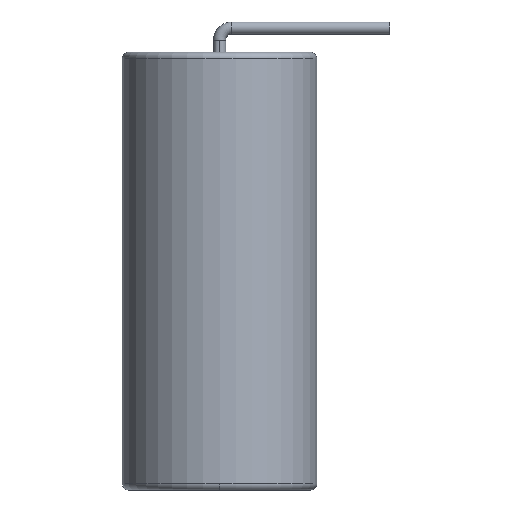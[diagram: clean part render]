
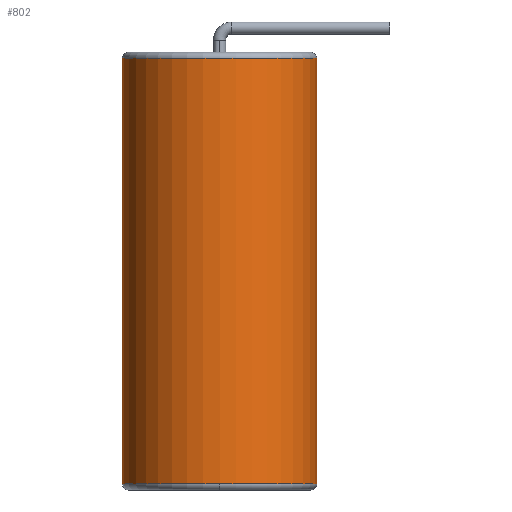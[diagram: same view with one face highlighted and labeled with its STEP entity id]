
A CAD part, left-side view. The second image highlights one B-rep face of the part: STEP entity #802.
In plain terms, the highlighted cylindrical face has radius 4 mm (diameter 8 mm), a partial arc.
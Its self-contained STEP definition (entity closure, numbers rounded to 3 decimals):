
#38 = DIRECTION ( 'NONE',  ( 0., 0., 1. ) ) ;
#42 = DIRECTION ( 'NONE',  ( -1., 0., 0. ) ) ;
#48 = EDGE_CURVE ( 'NONE', #519, #546, #1247, .T. ) ;
#84 = ORIENTED_EDGE ( 'NONE', *, *, #48, .T. ) ;
#94 = VERTEX_POINT ( 'NONE', #1091 ) ;
#137 = VECTOR ( 'NONE', #663, 1000. ) ;
#151 = FACE_OUTER_BOUND ( 'NONE', #638, .T. ) ;
#180 = ORIENTED_EDGE ( 'NONE', *, *, #657, .T. ) ;
#185 = AXIS2_PLACEMENT_3D ( 'NONE', #380, #760, #1143 ) ;
#192 = ORIENTED_EDGE ( 'NONE', *, *, #230, .T. ) ;
#203 = CARTESIAN_POINT ( 'NONE',  ( 3.696, 2.469, -0.5 ) ) ;
#230 = EDGE_CURVE ( 'NONE', #94, #519, #1144, .T. ) ;
#266 = CARTESIAN_POINT ( 'NONE',  ( 0., 4., -0.5 ) ) ;
#286 = CARTESIAN_POINT ( 'NONE',  ( 3.696, 5.531, -0.5 ) ) ;
#325 = CIRCLE ( 'NONE', #1021, 4. ) ;
#367 = DIRECTION ( 'NONE',  ( 1., 0., 0. ) ) ;
#368 = VERTEX_POINT ( 'NONE', #1114 ) ;
#380 = CARTESIAN_POINT ( 'NONE',  ( 0., 4., -1.25 ) ) ;
#431 = DIRECTION ( 'NONE',  ( -1., 0., 0. ) ) ;
#519 = VERTEX_POINT ( 'NONE', #956 ) ;
#524 = CARTESIAN_POINT ( 'NONE',  ( 0., 4., -18.75 ) ) ;
#532 = EDGE_CURVE ( 'NONE', #368, #796, #1062, .T. ) ;
#546 = VERTEX_POINT ( 'NONE', #968 ) ;
#550 = AXIS2_PLACEMENT_3D ( 'NONE', #266, #746, #367 ) ;
#595 = DIRECTION ( 'NONE',  ( 0., 0., 1. ) ) ;
#632 = CYLINDRICAL_SURFACE ( 'NONE', #550, 4. ) ;
#638 = EDGE_LOOP ( 'NONE', ( #84, #180, #811, #938, #192 ) ) ;
#657 = EDGE_CURVE ( 'NONE', #546, #368, #325, .T. ) ;
#663 = DIRECTION ( 'NONE',  ( 0., 0., -1. ) ) ;
#729 = CIRCLE ( 'NONE', #185, 4. ) ;
#746 = DIRECTION ( 'NONE',  ( 0., 0., 1. ) ) ;
#760 = DIRECTION ( 'NONE',  ( 0., 0., -1. ) ) ;
#781 = EDGE_CURVE ( 'NONE', #796, #94, #729, .T. ) ;
#796 = VERTEX_POINT ( 'NONE', #1007 ) ;
#802 = ADVANCED_FACE ( 'NONE', ( #151 ), #632, .T. ) ;
#811 = ORIENTED_EDGE ( 'NONE', *, *, #532, .T. ) ;
#866 = VECTOR ( 'NONE', #595, 1000. ) ;
#906 = DIRECTION ( 'NONE',  ( 0., 0., 1. ) ) ;
#938 = ORIENTED_EDGE ( 'NONE', *, *, #781, .T. ) ;
#956 = CARTESIAN_POINT ( 'NONE',  ( 3.696, 5.531, -18.75 ) ) ;
#968 = CARTESIAN_POINT ( 'NONE',  ( -4., 4., -18.75 ) ) ;
#1007 = CARTESIAN_POINT ( 'NONE',  ( 3.696, 2.469, -1.25 ) ) ;
#1021 = AXIS2_PLACEMENT_3D ( 'NONE', #524, #906, #42 ) ;
#1062 = LINE ( 'NONE', #203, #866 ) ;
#1081 = AXIS2_PLACEMENT_3D ( 'NONE', #1178, #38, #431 ) ;
#1091 = CARTESIAN_POINT ( 'NONE',  ( 3.696, 5.531, -1.25 ) ) ;
#1114 = CARTESIAN_POINT ( 'NONE',  ( 3.696, 2.469, -18.75 ) ) ;
#1143 = DIRECTION ( 'NONE',  ( 1., 0., 0. ) ) ;
#1144 = LINE ( 'NONE', #286, #137 ) ;
#1178 = CARTESIAN_POINT ( 'NONE',  ( 0., 4., -18.75 ) ) ;
#1247 = CIRCLE ( 'NONE', #1081, 4. ) ;
